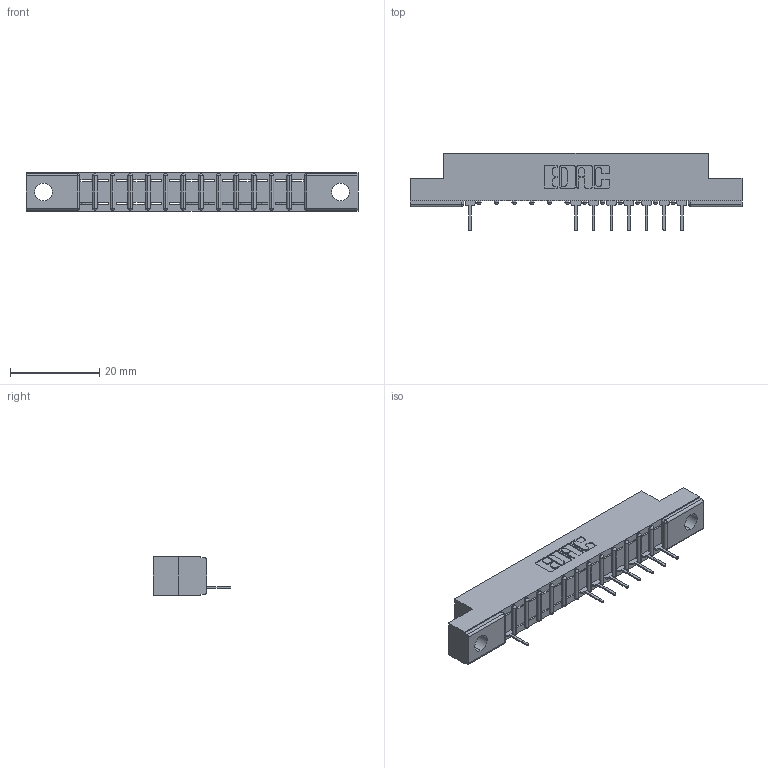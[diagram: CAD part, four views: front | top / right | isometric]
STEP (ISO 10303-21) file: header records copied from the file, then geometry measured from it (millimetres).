
FILE_DESCRIPTION (( 'STEP AP203' ), '1' );
FILE_NAME ('307-013-531-104.STEP', '2018-08-02T23:39:35', ( '' ), ( '' ), 'SwSTEP 2.0', 'SolidWorks 2016', '' );
FILE_SCHEMA (( 'CONFIG_CONTROL_DESIGN' ));
Length unit declared in the file: inch
Products named in the file (3): 307 Part_.156 Dia Mounting Holes; 307-290-001_531; 307-013-531-104
Assembly tree (9 placements, depth 2):
  307-013-531-104
    307 Part_.156 Dia Mounting Holes
    307-290-001_531  x8
Bounding box: 74.52 x 17.42 x 8.71 mm (x, y, z)
Volume: 4534.4 mm3; surface area: 6040.5 mm2
Topology: 9 solids, 9 shells, 694 faces, 1975 edges, 1266 vertices
Faces by surface type: plane 440, cylinder 226, sphere 28
Entity records: 14946 total; most frequent: CARTESIAN_POINT 2533, ORIENTED_EDGE 2522, DIRECTION 2467, EDGE_CURVE 1261, LINE 963, VECTOR 963, VERTEX_POINT 818, AXIS2_PLACEMENT_3D 752
